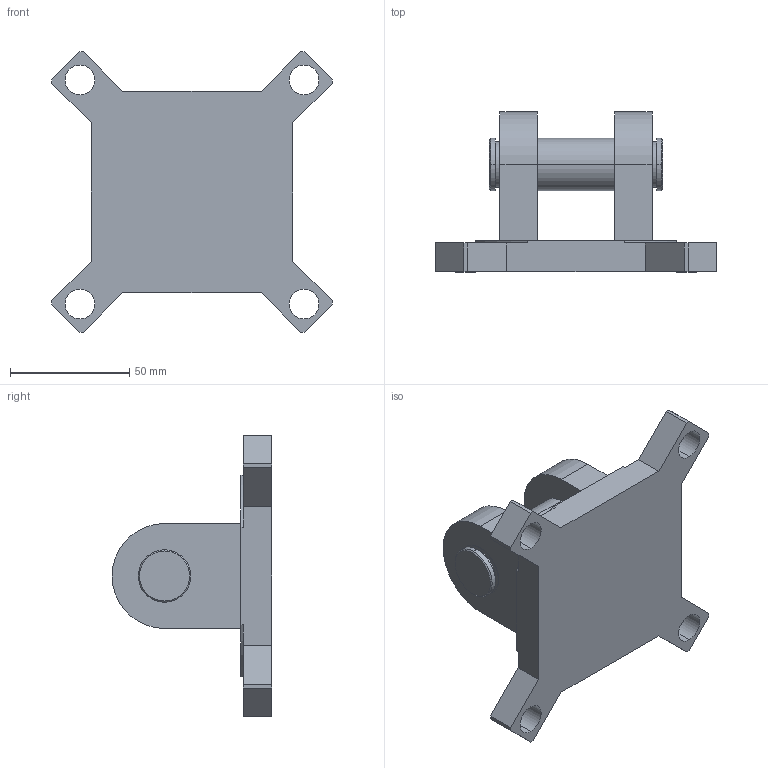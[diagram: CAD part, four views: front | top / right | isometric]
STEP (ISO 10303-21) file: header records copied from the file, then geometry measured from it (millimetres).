
FILE_DESCRIPTION (( 'STEP AP203' ), '1' );
FILE_NAME ('HFC-100M.step', '2015-12-02T21:06:32', ( '' ), ( '' ), 'SwSTEP 2.0', 'SolidWorks 2015', '' );
FILE_SCHEMA (( 'CONFIG_CONTROL_DESIGN' ));
Length unit declared in the file: millimetre
Products named in the file (1): HFC-100M
Bounding box: 117.5 x 67 x 117.5 mm (x, y, z)
Volume: 187621.3 mm3; surface area: 42636.7 mm2
Topology: 2 solids, 2 shells, 76 faces, 194 edges, 128 vertices
Faces by surface type: plane 44, cylinder 28, cone 4
Entity records: 2405 total; most frequent: DIRECTION 408, CARTESIAN_POINT 399, ORIENTED_EDGE 388, EDGE_CURVE 194, AXIS2_PLACEMENT_3D 137, VECTOR 134, LINE 134, VERTEX_POINT 128
